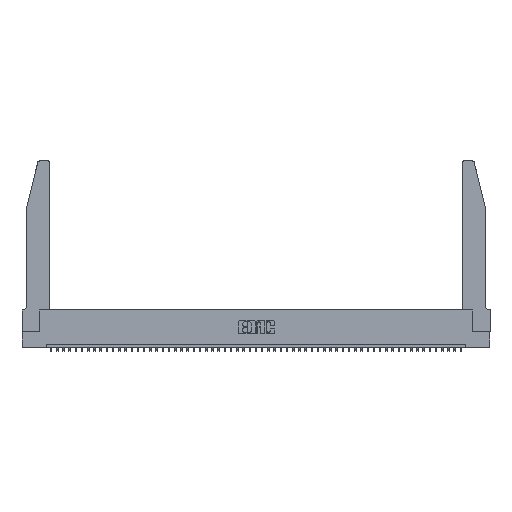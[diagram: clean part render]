
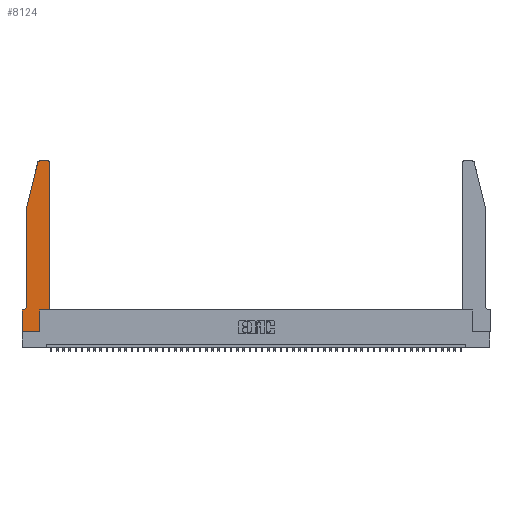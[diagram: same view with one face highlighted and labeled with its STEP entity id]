
A CAD part, top view. The second image highlights one B-rep face of the part: STEP entity #8124.
In plain terms, the highlighted planar face has unit normal (0, 0, 1).
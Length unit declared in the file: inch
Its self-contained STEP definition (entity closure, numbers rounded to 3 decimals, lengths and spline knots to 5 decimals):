
#542 = VECTOR ( 'NONE', #48263, 39.37008 ) ;
#754 = EDGE_CURVE ( 'NONE', #43158, #41250, #47032, .T. ) ;
#1455 = ORIENTED_EDGE ( 'NONE', *, *, #12413, .T. ) ;
#1694 = CARTESIAN_POINT ( 'NONE',  ( 0.0055, 0.42, 0.37 ) ) ;
#1900 = DIRECTION ( 'NONE',  ( -0.239, -0.971, 0. ) ) ;
#1938 = CARTESIAN_POINT ( 'NONE',  ( 0., 0., 0.37 ) ) ;
#3147 = CARTESIAN_POINT ( 'NONE',  ( 0.284, 2.75, 0.37 ) ) ;
#4364 = CARTESIAN_POINT ( 'NONE',  ( 0.4205, 2.72, 0.37 ) ) ;
#4855 = EDGE_CURVE ( 'NONE', #9491, #22577, #23131, .T. ) ;
#5304 = CARTESIAN_POINT ( 'NONE',  ( 0.0755, 0.42, 0.37 ) ) ;
#5486 = LINE ( 'NONE', #26048, #46914 ) ;
#6497 = EDGE_CURVE ( 'NONE', #47462, #30417, #13586, .T. ) ;
#6707 = LINE ( 'NONE', #18196, #25411 ) ;
#7486 = EDGE_CURVE ( 'NONE', #30417, #36996, #41907, .T. ) ;
#8124 = ADVANCED_FACE ( 'NONE', ( #9172 ), #10315, .T. ) ;
#8488 = VERTEX_POINT ( 'NONE', #1938 ) ;
#8729 = DIRECTION ( 'NONE',  ( 0., 0., 1. ) ) ;
#8861 = CIRCLE ( 'NONE', #24366, 0.03 ) ;
#9172 = FACE_OUTER_BOUND ( 'NONE', #28464, .T. ) ;
#9384 = DIRECTION ( 'NONE',  ( 1., 0., 0. ) ) ;
#9491 = VERTEX_POINT ( 'NONE', #47047 ) ;
#10315 = PLANE ( 'NONE',  #40196 ) ;
#11764 = DIRECTION ( 'NONE',  ( 0., -1., 0. ) ) ;
#12413 = EDGE_CURVE ( 'NONE', #22577, #43158, #13436, .T. ) ;
#12703 = ORIENTED_EDGE ( 'NONE', *, *, #39970, .T. ) ;
#13436 = CIRCLE ( 'NONE', #43993, 0.07 ) ;
#13557 = VERTEX_POINT ( 'NONE', #25965 ) ;
#13586 = LINE ( 'NONE', #32549, #48743 ) ;
#14400 = LINE ( 'NONE', #44902, #21269 ) ;
#15132 = CARTESIAN_POINT ( 'NONE',  ( 0.4205, 2.75, 0.37 ) ) ;
#15812 = LINE ( 'NONE', #36578, #31575 ) ;
#15876 = EDGE_CURVE ( 'NONE', #36996, #23231, #33185, .T. ) ;
#16372 = CARTESIAN_POINT ( 'NONE',  ( 0.4505, 0.35, 0.37 ) ) ;
#17357 = VECTOR ( 'NONE', #11764, 39.37008 ) ;
#18196 = CARTESIAN_POINT ( 'NONE',  ( 0., 0., 0.37 ) ) ;
#18408 = EDGE_CURVE ( 'NONE', #41250, #8488, #15812, .T. ) ;
#21269 = VECTOR ( 'NONE', #34794, 39.37008 ) ;
#21572 = DIRECTION ( 'NONE',  ( 0., 1., 0. ) ) ;
#21575 = ORIENTED_EDGE ( 'NONE', *, *, #39657, .T. ) ;
#22577 = VERTEX_POINT ( 'NONE', #5304 ) ;
#22746 = CARTESIAN_POINT ( 'NONE',  ( 0., 0.35, 0.37 ) ) ;
#22996 = ORIENTED_EDGE ( 'NONE', *, *, #44207, .T. ) ;
#23131 = LINE ( 'NONE', #44155, #17357 ) ;
#23231 = VERTEX_POINT ( 'NONE', #15132 ) ;
#24366 = AXIS2_PLACEMENT_3D ( 'NONE', #50182, #30047, #42023 ) ;
#25411 = VECTOR ( 'NONE', #41611, 39.37008 ) ;
#25456 = ORIENTED_EDGE ( 'NONE', *, *, #15876, .T. ) ;
#25965 = CARTESIAN_POINT ( 'NONE',  ( 0.2865, 0., 0.37 ) ) ;
#26048 = CARTESIAN_POINT ( 'NONE',  ( 0.0755, 2., 0.37 ) ) ;
#26144 = VERTEX_POINT ( 'NONE', #50108 ) ;
#26425 = DIRECTION ( 'NONE',  ( 1., 0., 0. ) ) ;
#26834 = VERTEX_POINT ( 'NONE', #3147 ) ;
#27562 = CARTESIAN_POINT ( 'NONE',  ( 0.4505, 2.72, 0.37 ) ) ;
#28464 = EDGE_LOOP ( 'NONE', ( #12703, #22996, #37202, #34812, #1455, #35633, #29774, #32024, #21575, #47374, #45720, #25456 ) ) ;
#28596 = AXIS2_PLACEMENT_3D ( 'NONE', #4364, #8729, #32410 ) ;
#29519 = CARTESIAN_POINT ( 'NONE',  ( 0.4505, 0.35, 0.37 ) ) ;
#29774 = ORIENTED_EDGE ( 'NONE', *, *, #18408, .T. ) ;
#30047 = DIRECTION ( 'NONE',  ( 0., 0., 1. ) ) ;
#30417 = VERTEX_POINT ( 'NONE', #29519 ) ;
#31105 = CARTESIAN_POINT ( 'NONE',  ( 0.2865, 0.35, 0.37 ) ) ;
#31237 = VECTOR ( 'NONE', #32595, 39.37008 ) ;
#31575 = VECTOR ( 'NONE', #41886, 39.37008 ) ;
#32024 = ORIENTED_EDGE ( 'NONE', *, *, #33944, .T. ) ;
#32410 = DIRECTION ( 'NONE',  ( 1., 0., 0. ) ) ;
#32549 = CARTESIAN_POINT ( 'NONE',  ( 0.4505, 0.35, 0.37 ) ) ;
#32595 = DIRECTION ( 'NONE',  ( 0., 1., 0. ) ) ;
#33056 = EDGE_CURVE ( 'NONE', #26144, #9491, #5486, .T. ) ;
#33068 = CARTESIAN_POINT ( 'NONE',  ( 0.0055, 0.35, 0.37 ) ) ;
#33185 = CIRCLE ( 'NONE', #28596, 0.03 ) ;
#33944 = EDGE_CURVE ( 'NONE', #8488, #13557, #6707, .T. ) ;
#34794 = DIRECTION ( 'NONE',  ( -1., 0., 0. ) ) ;
#34812 = ORIENTED_EDGE ( 'NONE', *, *, #4855, .T. ) ;
#35633 = ORIENTED_EDGE ( 'NONE', *, *, #754, .T. ) ;
#36578 = CARTESIAN_POINT ( 'NONE',  ( 0., 0., 0.37 ) ) ;
#36996 = VERTEX_POINT ( 'NONE', #27562 ) ;
#37202 = ORIENTED_EDGE ( 'NONE', *, *, #33056, .T. ) ;
#39657 = EDGE_CURVE ( 'NONE', #13557, #47462, #44553, .T. ) ;
#39970 = EDGE_CURVE ( 'NONE', #23231, #26834, #14400, .T. ) ;
#40196 = AXIS2_PLACEMENT_3D ( 'NONE', #22746, #50958, #26425 ) ;
#41250 = VERTEX_POINT ( 'NONE', #43664 ) ;
#41465 = VECTOR ( 'NONE', #21572, 39.37008 ) ;
#41611 = DIRECTION ( 'NONE',  ( 1., 0., 0. ) ) ;
#41886 = DIRECTION ( 'NONE',  ( 0., -1., 0. ) ) ;
#41907 = LINE ( 'NONE', #16372, #31237 ) ;
#42023 = DIRECTION ( 'NONE',  ( 1., 0., 0. ) ) ;
#43158 = VERTEX_POINT ( 'NONE', #33068 ) ;
#43664 = CARTESIAN_POINT ( 'NONE',  ( 0., 0.35, 0.37 ) ) ;
#43993 = AXIS2_PLACEMENT_3D ( 'NONE', #1694, #50026, #51349 ) ;
#44155 = CARTESIAN_POINT ( 'NONE',  ( 0.0755, 2., 0.37 ) ) ;
#44207 = EDGE_CURVE ( 'NONE', #26834, #26144, #8861, .T. ) ;
#44553 = LINE ( 'NONE', #49795, #41465 ) ;
#44902 = CARTESIAN_POINT ( 'NONE',  ( 0.2605, 2.75, 0.37 ) ) ;
#45720 = ORIENTED_EDGE ( 'NONE', *, *, #7486, .T. ) ;
#46914 = VECTOR ( 'NONE', #1900, 39.37008 ) ;
#47032 = LINE ( 'NONE', #48103, #542 ) ;
#47047 = CARTESIAN_POINT ( 'NONE',  ( 0.0755, 2., 0.37 ) ) ;
#47374 = ORIENTED_EDGE ( 'NONE', *, *, #6497, .T. ) ;
#47462 = VERTEX_POINT ( 'NONE', #31105 ) ;
#48103 = CARTESIAN_POINT ( 'NONE',  ( 0.0755, 0.35, 0.37 ) ) ;
#48263 = DIRECTION ( 'NONE',  ( -1., 0., 0. ) ) ;
#48743 = VECTOR ( 'NONE', #9384, 39.37008 ) ;
#49795 = CARTESIAN_POINT ( 'NONE',  ( 0.2865, 0.35, 0.37 ) ) ;
#50026 = DIRECTION ( 'NONE',  ( 0., 0., -1. ) ) ;
#50108 = CARTESIAN_POINT ( 'NONE',  ( 0.25487, 2.72718, 0.37 ) ) ;
#50182 = CARTESIAN_POINT ( 'NONE',  ( 0.284, 2.72, 0.37 ) ) ;
#50958 = DIRECTION ( 'NONE',  ( 0., 0., 1. ) ) ;
#51349 = DIRECTION ( 'NONE',  ( -1., 0., 0. ) ) ;
